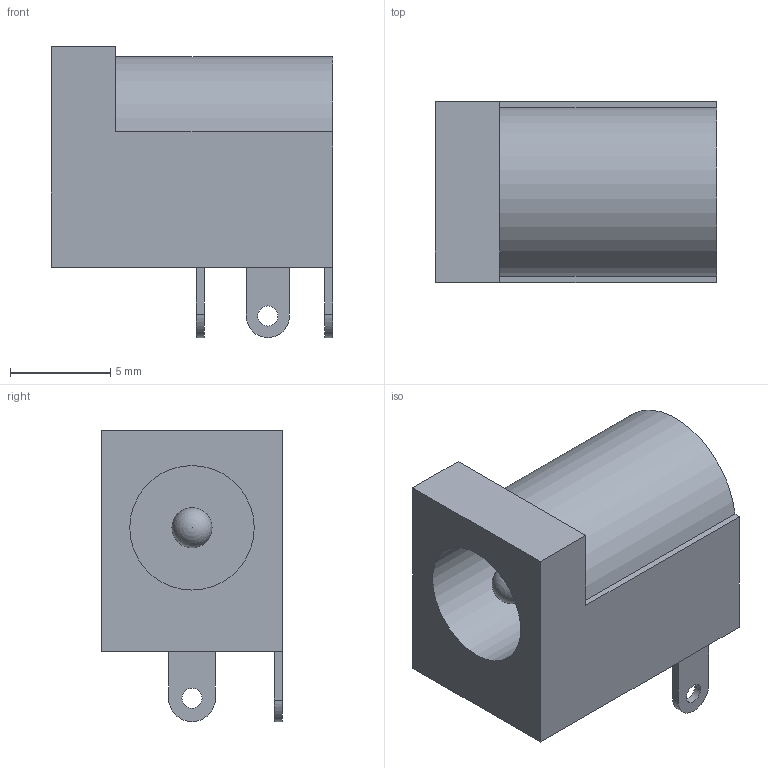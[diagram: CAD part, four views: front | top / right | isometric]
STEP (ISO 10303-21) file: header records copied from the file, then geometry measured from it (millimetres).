
FILE_DESCRIPTION(('FreeCAD Model'),'2;1');
FILE_NAME('Component1_sp.step', '2018-02-26T20:55:44',('kicad StepUp'),('ksu MCAD'), 'Open CASCADE STEP processor 6.8','FreeCAD','Unknown');
FILE_SCHEMA(('AUTOMOTIVE_DESIGN_CC2 { 1 2 10303 214 -1 1 5 4 }'));
Length unit declared in the file: millimetre
Products named in the file (1): Component1_sp
Bounding box: 14 x 9 x 14.5 mm (x, y, z)
Volume: 877.1 mm3; surface area: 1086.7 mm2
Topology: 1 solids, 1 shells, 32 faces, 79 edges, 51 vertices
Faces by surface type: plane 22, cylinder 9, sphere 1
Full cylindrical faces by diameter (mm): 1 x3, 2 x1, 6.2 x1
Entity records: 1186 total; most frequent: DIRECTION 163, CARTESIAN_POINT 162, ORIENTED_EDGE 156, EDGE_CURVE 78, LINE 59, VECTOR 59, AXIS2_PLACEMENT_3D 52, VERTEX_POINT 51
